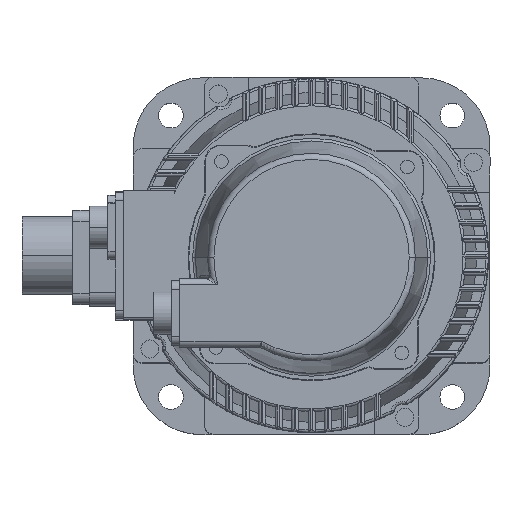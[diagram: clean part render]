
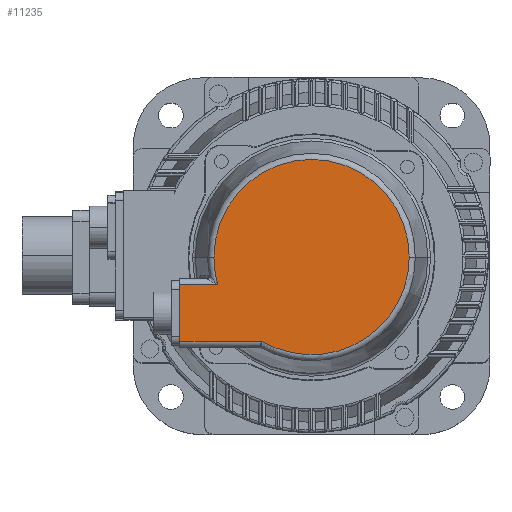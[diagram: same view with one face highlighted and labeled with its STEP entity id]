
A CAD part, top view. The second image highlights one B-rep face of the part: STEP entity #11235.
In plain terms, the highlighted face is planar.
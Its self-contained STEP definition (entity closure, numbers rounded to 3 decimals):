
#805 = EDGE_LOOP ( 'NONE', ( #24088, #5709, #25909, #25016, #29791, #30586 ) ) ;
#860 = CARTESIAN_POINT ( 'NONE',  ( 0., 0., 0. ) ) ;
#930 = FACE_OUTER_BOUND ( 'NONE', #805, .T. ) ;
#1634 = CARTESIAN_POINT ( 'NONE',  ( 30.604, 0., -18.136 ) ) ;
#1946 = CARTESIAN_POINT ( 'NONE',  ( 10.104, 0., 0. ) ) ;
#2118 = EDGE_CURVE ( 'NONE', #6308, #23278, #21897, .T. ) ;
#2564 = CIRCLE ( 'NONE', #12601, 35.574 ) ;
#2620 = DIRECTION ( 'NONE',  ( 0., -1., 0. ) ) ;
#2723 = VERTEX_POINT ( 'NONE', #30123 ) ;
#2725 = CARTESIAN_POINT ( 'NONE',  ( 37.5, 0., 0. ) ) ;
#3159 = DIRECTION ( 'NONE',  ( 0., -1., 0. ) ) ;
#3438 = CIRCLE ( 'NONE', #16503, 35.574 ) ;
#3924 = CARTESIAN_POINT ( 'NONE',  ( 0., 0., -35.574 ) ) ;
#4702 = EDGE_CURVE ( 'NONE', #15829, #6308, #2564, .T. ) ;
#5709 = ORIENTED_EDGE ( 'NONE', *, *, #2118, .T. ) ;
#6308 = VERTEX_POINT ( 'NONE', #18556 ) ;
#7617 = VECTOR ( 'NONE', #26564, 1000. ) ;
#7863 = EDGE_CURVE ( 'NONE', #20525, #19513, #17424, .T. ) ;
#8154 = DIRECTION ( 'NONE',  ( 0., 0., -1. ) ) ;
#8826 = AXIS2_PLACEMENT_3D ( 'NONE', #2725, #13185, #8154 ) ;
#10028 = CARTESIAN_POINT ( 'NONE',  ( 7.854, 0., -48. ) ) ;
#10375 = CARTESIAN_POINT ( 'NONE',  ( 0., 0., 0. ) ) ;
#10509 = PLANE ( 'NONE',  #8826 ) ;
#11235 = ADVANCED_FACE ( 'NONE', ( #930 ), #10509, .T. ) ;
#11513 = CARTESIAN_POINT ( 'NONE',  ( 30.604, 0., -48. ) ) ;
#11840 = AXIS2_PLACEMENT_3D ( 'NONE', #27332, #26878, #29247 ) ;
#12601 = AXIS2_PLACEMENT_3D ( 'NONE', #860, #2620, #29032 ) ;
#13185 = DIRECTION ( 'NONE',  ( 0., -1., 0. ) ) ;
#13208 = EDGE_CURVE ( 'NONE', #2723, #20525, #25843, .T. ) ;
#15789 = DIRECTION ( 'NONE',  ( 0., 0., -1. ) ) ;
#15829 = VERTEX_POINT ( 'NONE', #1634 ) ;
#16503 = AXIS2_PLACEMENT_3D ( 'NONE', #10375, #3159, #22328 ) ;
#17424 = LINE ( 'NONE', #10028, #7617 ) ;
#17617 = EDGE_CURVE ( 'NONE', #23278, #2723, #3438, .T. ) ;
#18556 = CARTESIAN_POINT ( 'NONE',  ( 0., 0., 35.574 ) ) ;
#19513 = VERTEX_POINT ( 'NONE', #11513 ) ;
#20525 = VERTEX_POINT ( 'NONE', #27161 ) ;
#21897 = CIRCLE ( 'NONE', #11840, 35.574 ) ;
#22328 = DIRECTION ( 'NONE',  ( 0., 0., -1. ) ) ;
#23278 = VERTEX_POINT ( 'NONE', #3924 ) ;
#23283 = CARTESIAN_POINT ( 'NONE',  ( 30.604, 0., 0. ) ) ;
#23308 = VECTOR ( 'NONE', #23917, 1000. ) ;
#23917 = DIRECTION ( 'NONE',  ( 0., 0., 1. ) ) ;
#24088 = ORIENTED_EDGE ( 'NONE', *, *, #4702, .T. ) ;
#25016 = ORIENTED_EDGE ( 'NONE', *, *, #13208, .T. ) ;
#25721 = VECTOR ( 'NONE', #15789, 1000. ) ;
#25843 = LINE ( 'NONE', #1946, #25721 ) ;
#25909 = ORIENTED_EDGE ( 'NONE', *, *, #17617, .T. ) ;
#26564 = DIRECTION ( 'NONE',  ( 1., 0., 0. ) ) ;
#26878 = DIRECTION ( 'NONE',  ( 0., -1., 0. ) ) ;
#27161 = CARTESIAN_POINT ( 'NONE',  ( 10.104, 0., -48. ) ) ;
#27332 = CARTESIAN_POINT ( 'NONE',  ( 0., 0., 0. ) ) ;
#27856 = EDGE_CURVE ( 'NONE', #19513, #15829, #28647, .T. ) ;
#28647 = LINE ( 'NONE', #23283, #23308 ) ;
#29032 = DIRECTION ( 'NONE',  ( 0., 0., -1. ) ) ;
#29247 = DIRECTION ( 'NONE',  ( 0., 0., -1. ) ) ;
#29791 = ORIENTED_EDGE ( 'NONE', *, *, #7863, .T. ) ;
#30123 = CARTESIAN_POINT ( 'NONE',  ( 10.104, 0., -34.109 ) ) ;
#30586 = ORIENTED_EDGE ( 'NONE', *, *, #27856, .T. ) ;
